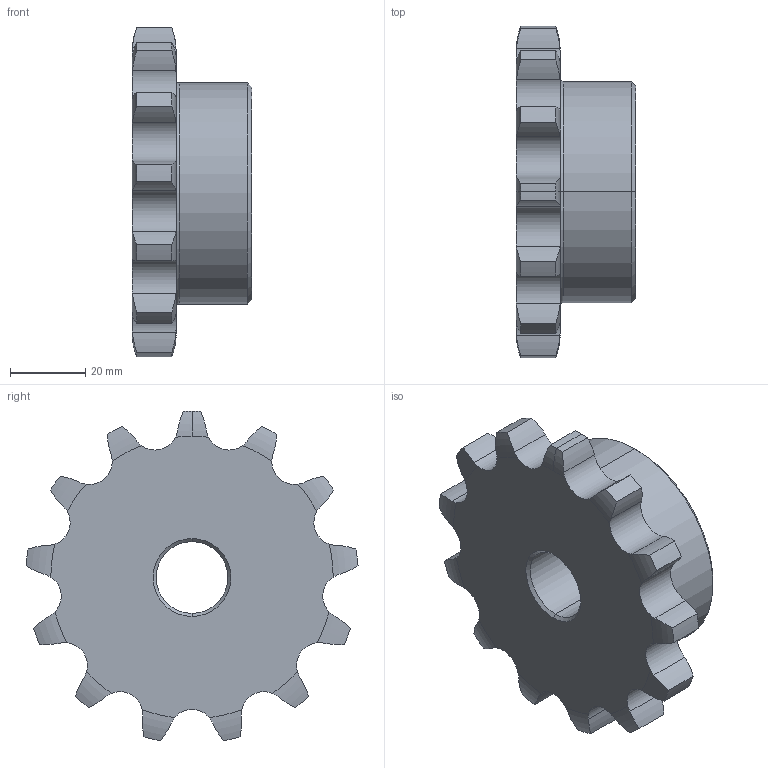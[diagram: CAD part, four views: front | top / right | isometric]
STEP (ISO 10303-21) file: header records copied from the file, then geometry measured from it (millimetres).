
FILE_DESCRIPTION(('starvars output'),'2;1');
FILE_NAME('cv20171130075510000044986.stp','07:55:11 2017/11/30',( 'Thomas Industrial Network Germany GmbH'),( 'Thomas Industrial Network Germany GmbH'),'unknown preprocess','ACIS' ,'unknown authorization');
FILE_SCHEMA(('AUTOMOTIVE_DESIGN_CC2 {UNKNOWN IMPLEMENTATION LEVEL}'));
Length unit declared in the file: millimetre
Products named in the file (1): PRODUCT_ID_1
Bounding box: 31.75 x 88.18 x 87.6 mm (x, y, z)
Volume: 100946.9 mm3; surface area: 18631.8 mm2
Topology: 1 solids, 1 shells, 96 faces, 269 edges, 176 vertices
Faces by surface type: cylinder 57, torus 30, cone 6, plane 3
Entity records: 3674 total; most frequent: CARTESIAN_POINT 869, ORIENTED_EDGE 538, EDGE_CURVE 269, DIRECTION 251, VERTEX_POINT 176, B_SPLINE_CURVE_WITH_KNOTS 104, EDGE_LOOP 99, FACE_BOUND 99
